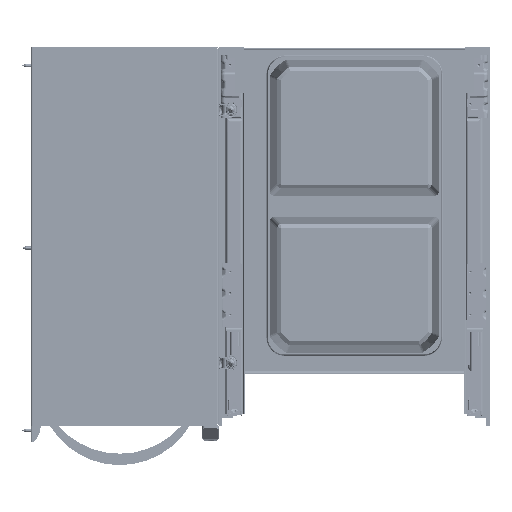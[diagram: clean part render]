
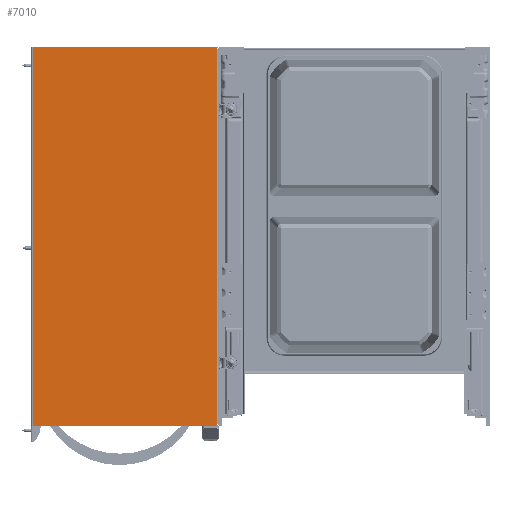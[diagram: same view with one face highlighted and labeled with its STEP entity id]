
A CAD part, front view. The second image highlights one B-rep face of the part: STEP entity #7010.
In plain terms, the highlighted planar face has unit normal (0, -1, 0).
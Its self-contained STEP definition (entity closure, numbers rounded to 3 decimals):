
#7010=ADVANCED_FACE('288',(#19459),#19460,.T.);
#9528=EDGE_CURVE('23031',#22881,#22875,#22886,.T.);
#9530=EDGE_CURVE('23037',#22888,#22889,#22890,.T.);
#9532=EDGE_CURVE('20138',#22888,#22892,#22893,.T.);
#9534=EDGE_CURVE('23038',#22892,#22881,#22895,.T.);
#9536=EDGE_CURVE('23039',#22897,#22875,#22898,.T.);
#9538=EDGE_CURVE('23027',#22897,#22889,#22900,.T.);
#19459=FACE_OUTER_BOUND('',#41043,.T.);
#19460=PLANE('',#41044);
#22875=VERTEX_POINT('',#45979);
#22881=VERTEX_POINT('',#45988);
#22886=CIRCLE('',#45996,2.0);
#22888=VERTEX_POINT('',#45999);
#22889=VERTEX_POINT('',#46000);
#22890=LINE('',#46001,#46002);
#22892=VERTEX_POINT('',#46005);
#22893=LINE('',#46006,#46007);
#22895=LINE('',#46010,#46011);
#22897=VERTEX_POINT('',#46014);
#22898=LINE('',#46015,#46016);
#22900=CIRCLE('',#46019,2.0);
#41043=EDGE_LOOP('',(#92625,#92626,#92627,#92628,#92629,#92630));
#41044=AXIS2_PLACEMENT_3D('',#92631,#92632,#92633);
#45979=CARTESIAN_POINT('',(-380.0,-370.0,-462.0));
#45988=CARTESIAN_POINT('',(-382.0,-370.0,-464.0));
#45996=AXIS2_PLACEMENT_3D('',#96348,#96349,#96350);
#45999=CARTESIAN_POINT('',(-605.8,-370.0,0.0));
#46000=CARTESIAN_POINT('',(-382.0,-370.0,0.0));
#46001=CARTESIAN_POINT('',(-605.8,-370.0,0.0));
#46002=VECTOR('',#96351,223.8);
#46005=CARTESIAN_POINT('',(-605.8,-370.0,-464.0));
#46006=CARTESIAN_POINT('',(-605.8,-370.0,0.0));
#46007=VECTOR('',#96352,464.0);
#46010=CARTESIAN_POINT('',(-605.8,-370.0,-464.0));
#46011=VECTOR('',#96353,223.8);
#46014=CARTESIAN_POINT('',(-380.0,-370.0,-2.0));
#46015=CARTESIAN_POINT('',(-380.0,-370.0,-2.0));
#46016=VECTOR('',#96354,460.0);
#46019=AXIS2_PLACEMENT_3D('',#96355,#96356,#96357);
#92625=ORIENTED_EDGE('',*,*,#9530,.F.);
#92626=ORIENTED_EDGE('',*,*,#9532,.T.);
#92627=ORIENTED_EDGE('',*,*,#9534,.T.);
#92628=ORIENTED_EDGE('',*,*,#9528,.T.);
#92629=ORIENTED_EDGE('',*,*,#9536,.F.);
#92630=ORIENTED_EDGE('',*,*,#9538,.T.);
#92631=CARTESIAN_POINT('',(-607.8,-370.0,0.0));
#92632=DIRECTION('',(0.0,-1.0,0.0));
#92633=DIRECTION('',(0.0,0.0,-1.0));
#96348=CARTESIAN_POINT('',(-382.0,-370.0,-462.0));
#96349=DIRECTION('',(0.0,-1.0,0.0));
#96350=DIRECTION('',(0.0,0.0,-1.0));
#96351=DIRECTION('',(1.0,0.0,0.0));
#96352=DIRECTION('',(0.0,0.0,-1.0));
#96353=DIRECTION('',(1.0,0.0,0.0));
#96354=DIRECTION('',(0.0,0.0,-1.0));
#96355=CARTESIAN_POINT('',(-382.0,-370.0,-2.0));
#96356=DIRECTION('',(0.0,-1.0,0.0));
#96357=DIRECTION('',(1.0,0.0,0.0));
